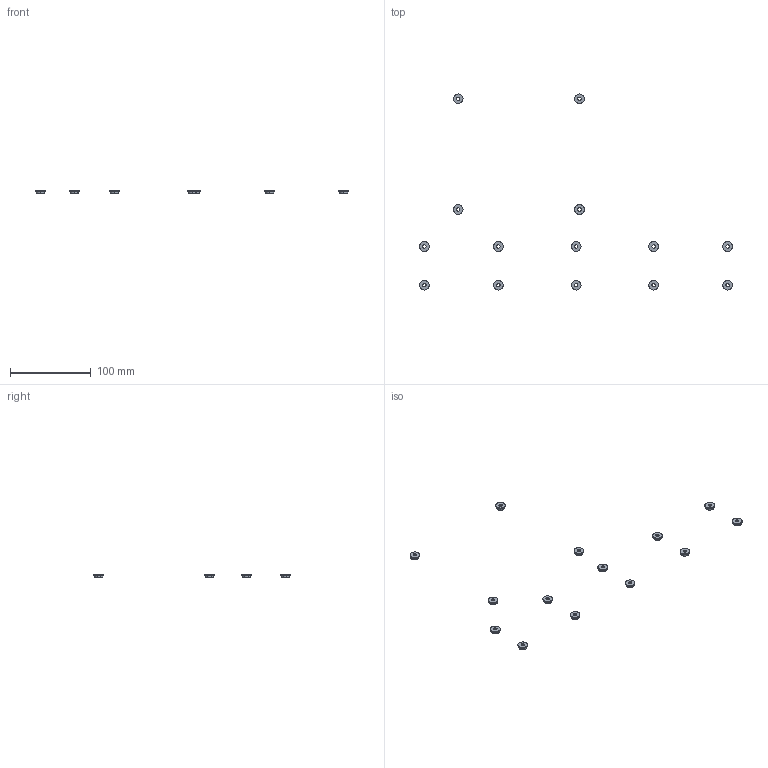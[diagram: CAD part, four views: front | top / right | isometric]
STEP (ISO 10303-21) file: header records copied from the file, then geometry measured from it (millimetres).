
FILE_DESCRIPTION(/* description */ (''),/* implementation_level */ '2;1');
FILE_NAME(/* name */ 'M4 mounting plugs.step',/* time_stamp */ '2024-04-15T10:26:34-04:00',/* author */ (''),/* organization */ (''),/* preprocessor_version */ 'ST-DEVELOPER v20',/* originating_system */ 'Autodesk Translation Framework v12.20.1.177',/* authorisation */ '');
FILE_SCHEMA (('AUTOMOTIVE_DESIGN { 1 0 10303 214 3 1 1 }'));
Length unit declared in the file: millimetre
Products named in the file (1): M4 mounting plugs
Bounding box: 387.24 x 242.7 x 4.04 mm (x, y, z)
Volume: 3368 mm3; surface area: 5827 mm2
Topology: 14 solids, 14 shells, 182 faces, 378 edges, 252 vertices
Faces by surface type: plane 140, cylinder 42
Full cylindrical faces by diameter (mm): 4.2 x14, 10 x14, 12 x14
Entity records: 4882 total; most frequent: DIRECTION 828, CARTESIAN_POINT 813, ORIENTED_EDGE 756, EDGE_CURVE 378, LINE 294, VECTOR 294, AXIS2_PLACEMENT_3D 267, VERTEX_POINT 252
